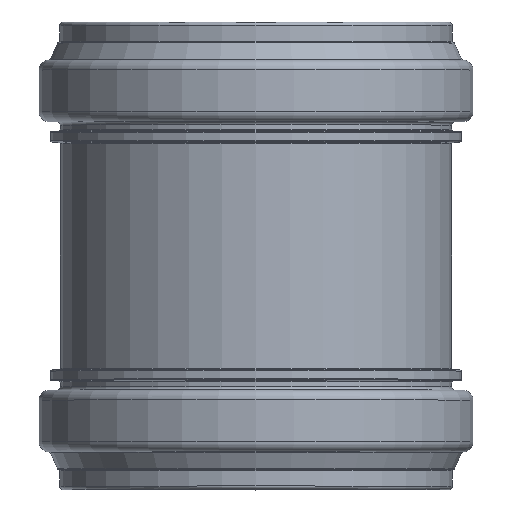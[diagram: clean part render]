
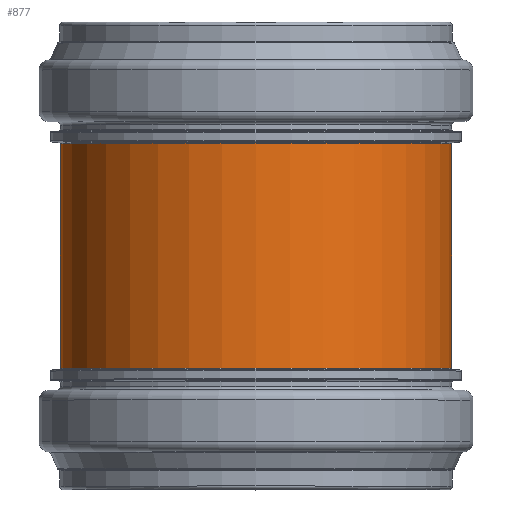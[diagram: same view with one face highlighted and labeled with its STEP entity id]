
A CAD part, top view. The second image highlights one B-rep face of the part: STEP entity #877.
In plain terms, the highlighted cylindrical face has radius 58.6 mm (diameter 117.2 mm), a full revolution.
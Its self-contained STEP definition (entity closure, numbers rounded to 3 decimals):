
#41=CYLINDRICAL_SURFACE('',#1023,58.6);
#121=FACE_BOUND('',#344,.T.);
#201=FACE_OUTER_BOUND('',#343,.T.);
#343=EDGE_LOOP('',(#743));
#344=EDGE_LOOP('',(#744));
#402=CIRCLE('',#943,58.6);
#442=CIRCLE('',#1022,58.6);
#482=VERTEX_POINT('',#1449);
#522=VERTEX_POINT('',#1568);
#562=EDGE_CURVE('',#482,#482,#402,.T.);
#602=EDGE_CURVE('',#522,#522,#442,.T.);
#743=ORIENTED_EDGE('',*,*,#562,.F.);
#744=ORIENTED_EDGE('',*,*,#602,.T.);
#877=ADVANCED_FACE('',(#201,#121),#41,.T.);
#943=AXIS2_PLACEMENT_3D('',#1450,#1151,#1152);
#1022=AXIS2_PLACEMENT_3D('',#1569,#1309,#1310);
#1023=AXIS2_PLACEMENT_3D('',#1570,#1311,#1312);
#1151=DIRECTION('center_axis',(0.,-1.,0.));
#1152=DIRECTION('ref_axis',(1.,0.,0.));
#1309=DIRECTION('center_axis',(0.,-1.,0.));
#1310=DIRECTION('ref_axis',(1.,0.,0.));
#1311=DIRECTION('center_axis',(0.,-1.,0.));
#1312=DIRECTION('ref_axis',(1.,0.,0.));
#1449=CARTESIAN_POINT('',(58.6,-33.663,0.));
#1450=CARTESIAN_POINT('Origin',(0.,-33.663,0.));
#1568=CARTESIAN_POINT('',(58.6,33.663,0.));
#1569=CARTESIAN_POINT('Origin',(0.,33.663,0.));
#1570=CARTESIAN_POINT('Origin',(0.,16.831,0.));
